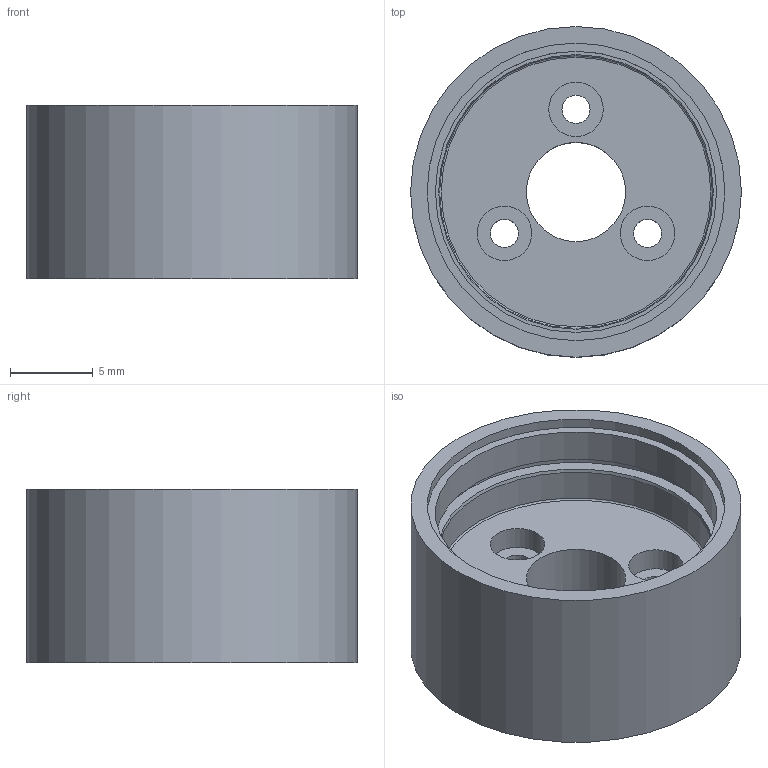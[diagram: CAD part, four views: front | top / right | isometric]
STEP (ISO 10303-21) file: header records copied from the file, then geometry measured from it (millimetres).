
FILE_DESCRIPTION(/* description */ (''),/* implementation_level */ '2;1');
FILE_NAME(/* name */ '20-1_flange_c.stp',/* time_stamp */ '2016-08-26T08:25:11+02:00',/* author */ ('DR. FRITZ FAULHABER GmbH & Co. KG'),/* organization */ ('DR. FRITZ FAULHABER GmbH & Co. KG'),/* preprocessor_version */ 'ST-DEVELOPER v16',/* originating_system */ 'SIEMENS PLM Software NX 10.0',/* authorisation */ '');
FILE_SCHEMA (('AUTOMOTIVE_DESIGN { 1 0 10303 214 3 1 1 1 }'));
Length unit declared in the file: millimetre
Products named in the file (1): F0200011296_B
Bounding box: 20 x 20 x 10.5 mm (x, y, z)
Volume: 1863.5 mm3; surface area: 1755.9 mm2
Topology: 1 solids, 1 shells, 23 faces, 41 edges, 27 vertices
Faces by surface type: cylinder 12, plane 9, cone 1, torus 1
Full cylindrical faces by diameter (mm): 1.7 x3, 3.3 x3, 6 x1, 16.5 x1, 17 x1, 18 x2, 20 x1
Entity records: 534 total; most frequent: DIRECTION 100, CARTESIAN_POINT 76, FACE_BOUND 52, EDGE_LOOP 52, ORIENTED_EDGE 52, AXIS2_PLACEMENT_3D 50, VERTEX_POINT 26, EDGE_CURVE 26
